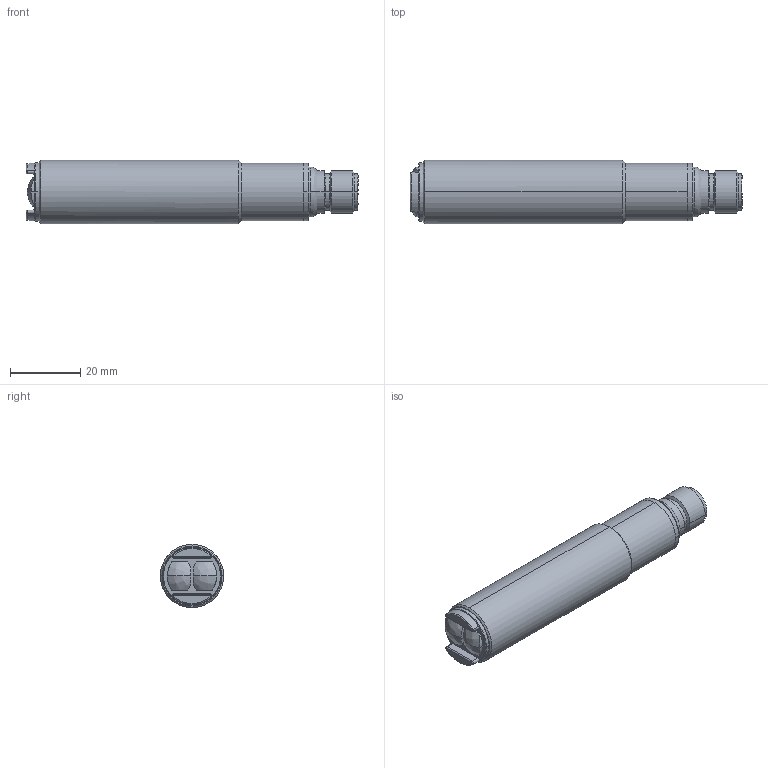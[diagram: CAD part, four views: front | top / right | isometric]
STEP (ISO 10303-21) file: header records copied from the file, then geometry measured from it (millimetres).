
FILE_DESCRIPTION (( 'STEP AP214' ), '1' );
FILE_NAME ('MVP-A0-0E.step', '2018-04-12T20:29:09', ( '' ), ( '' ), 'SwSTEP 2.0', 'SolidWorks 2017', '' );
FILE_SCHEMA (( 'AUTOMOTIVE_DESIGN' ));
Length unit declared in the file: inch
Products named in the file (1): MVP-A0-0E
Bounding box: 94.4 x 18 x 18 mm (x, y, z)
Volume: 20216.6 mm3; surface area: 6985 mm2
Topology: 8 solids, 8 shells, 167 faces, 383 edges, 235 vertices
Faces by surface type: cylinder 68, plane 41, cone 30, bspline 20, torus 8
Entity records: 7335 total; most frequent: CARTESIAN_POINT 1244, DIRECTION 859, ORIENTED_EDGE 750, EDGE_CURVE 375, AXIS2_PLACEMENT_3D 366, VERTEX_POINT 235, CIRCLE 218, EDGE_LOOP 188
